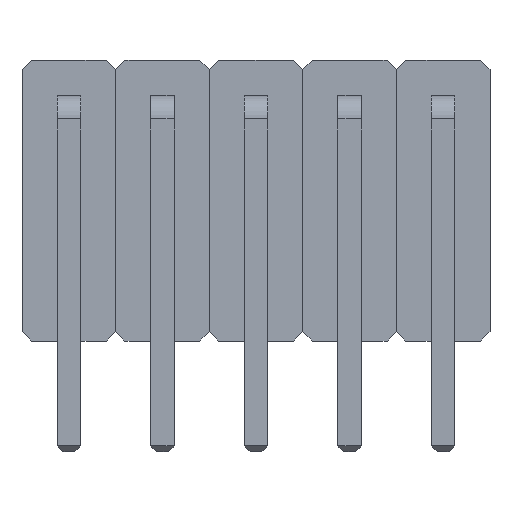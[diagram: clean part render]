
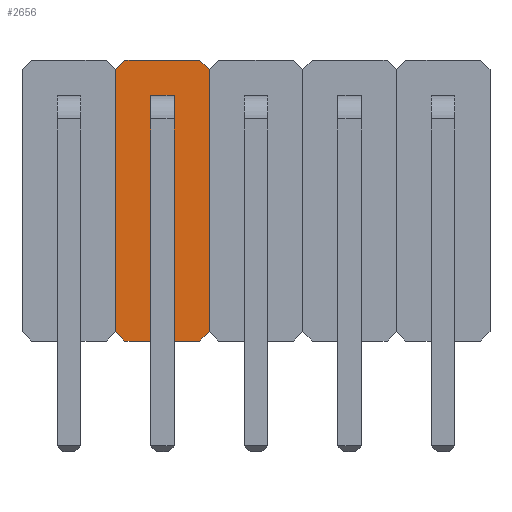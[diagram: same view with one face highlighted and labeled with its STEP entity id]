
A CAD part, left-side view. The second image highlights one B-rep face of the part: STEP entity #2656.
In plain terms, the highlighted planar face has unit normal (-1, 0, 0).
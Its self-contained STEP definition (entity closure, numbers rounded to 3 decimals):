
#2041 = VERTEX_POINT('',#2042);
#2042 = CARTESIAN_POINT('',(6.58,-3.81,0.254));
#2059 = VERTEX_POINT('',#2060);
#2060 = CARTESIAN_POINT('',(6.58,-3.81,7.366));
#2066 = EDGE_CURVE('',#2041,#2059,#2067,.T.);
#2067 = LINE('',#2068,#2069);
#2068 = CARTESIAN_POINT('',(6.58,-3.81,0.254));
#2069 = VECTOR('',#2070,1.);
#2070 = DIRECTION('',(0.,0.,1.));
#2081 = VERTEX_POINT('',#2082);
#2082 = CARTESIAN_POINT('',(6.58,-3.556,7.62));
#2097 = EDGE_CURVE('',#2081,#2059,#2098,.T.);
#2098 = LINE('',#2099,#2100);
#2099 = CARTESIAN_POINT('',(6.58,-3.556,7.62));
#2100 = VECTOR('',#2101,1.);
#2101 = DIRECTION('',(0.,-0.707,-0.707));
#2121 = VERTEX_POINT('',#2122);
#2122 = CARTESIAN_POINT('',(6.58,-1.524,7.62));
#2128 = EDGE_CURVE('',#2081,#2121,#2129,.T.);
#2129 = LINE('',#2130,#2131);
#2130 = CARTESIAN_POINT('',(6.58,-3.556,7.62));
#2131 = VECTOR('',#2132,1.);
#2132 = DIRECTION('',(0.,1.,0.));
#2152 = VERTEX_POINT('',#2153);
#2153 = CARTESIAN_POINT('',(6.58,-1.27,7.366));
#2159 = EDGE_CURVE('',#2121,#2152,#2160,.T.);
#2160 = LINE('',#2161,#2162);
#2161 = CARTESIAN_POINT('',(6.58,-1.524,7.62));
#2162 = VECTOR('',#2163,1.);
#2163 = DIRECTION('',(0.,0.707,-0.707));
#2183 = VERTEX_POINT('',#2184);
#2184 = CARTESIAN_POINT('',(6.58,-1.27,0.254));
#2190 = EDGE_CURVE('',#2152,#2183,#2191,.T.);
#2191 = LINE('',#2192,#2193);
#2192 = CARTESIAN_POINT('',(6.58,-1.27,7.366));
#2193 = VECTOR('',#2194,1.);
#2194 = DIRECTION('',(0.,0.,-1.));
#2205 = VERTEX_POINT('',#2206);
#2206 = CARTESIAN_POINT('',(6.58,-1.524,0.));
#2221 = EDGE_CURVE('',#2205,#2183,#2222,.T.);
#2222 = LINE('',#2223,#2224);
#2223 = CARTESIAN_POINT('',(6.58,-1.524,0.));
#2224 = VECTOR('',#2225,1.);
#2225 = DIRECTION('',(0.,0.707,0.707));
#2245 = VERTEX_POINT('',#2246);
#2246 = CARTESIAN_POINT('',(6.58,-3.556,0.));
#2252 = EDGE_CURVE('',#2205,#2245,#2253,.T.);
#2253 = LINE('',#2254,#2255);
#2254 = CARTESIAN_POINT('',(6.58,-1.524,0.));
#2255 = VECTOR('',#2256,1.);
#2256 = DIRECTION('',(0.,-1.,0.));
#2274 = EDGE_CURVE('',#2041,#2245,#2275,.T.);
#2275 = LINE('',#2276,#2277);
#2276 = CARTESIAN_POINT('',(6.58,-3.81,0.254));
#2277 = VECTOR('',#2278,1.);
#2278 = DIRECTION('',(0.,0.707,-0.707));
#2289 = VERTEX_POINT('',#2290);
#2290 = CARTESIAN_POINT('',(6.58,-2.86,6.03));
#2307 = VERTEX_POINT('',#2308);
#2308 = CARTESIAN_POINT('',(6.58,-2.86,6.67));
#2314 = EDGE_CURVE('',#2289,#2307,#2315,.T.);
#2315 = LINE('',#2316,#2317);
#2316 = CARTESIAN_POINT('',(6.58,-2.86,6.03));
#2317 = VECTOR('',#2318,1.);
#2318 = DIRECTION('',(0.,0.,1.));
#2329 = VERTEX_POINT('',#2330);
#2330 = CARTESIAN_POINT('',(6.58,-2.22,6.03));
#2345 = EDGE_CURVE('',#2329,#2289,#2346,.T.);
#2346 = LINE('',#2347,#2348);
#2347 = CARTESIAN_POINT('',(6.58,-2.22,6.03));
#2348 = VECTOR('',#2349,1.);
#2349 = DIRECTION('',(0.,-1.,0.));
#2360 = VERTEX_POINT('',#2361);
#2361 = CARTESIAN_POINT('',(6.58,-2.22,6.67));
#2376 = EDGE_CURVE('',#2360,#2329,#2377,.T.);
#2377 = LINE('',#2378,#2379);
#2378 = CARTESIAN_POINT('',(6.58,-2.22,6.67));
#2379 = VECTOR('',#2380,1.);
#2380 = DIRECTION('',(0.,0.,-1.));
#2398 = EDGE_CURVE('',#2307,#2360,#2399,.T.);
#2399 = LINE('',#2400,#2401);
#2400 = CARTESIAN_POINT('',(6.58,-2.86,6.67));
#2401 = VECTOR('',#2402,1.);
#2402 = DIRECTION('',(0.,1.,0.));
#2413 = VERTEX_POINT('',#2414);
#2414 = CARTESIAN_POINT('',(6.58,-2.86,3.49));
#2431 = VERTEX_POINT('',#2432);
#2432 = CARTESIAN_POINT('',(6.58,-2.86,4.13));
#2438 = EDGE_CURVE('',#2413,#2431,#2439,.T.);
#2439 = LINE('',#2440,#2441);
#2440 = CARTESIAN_POINT('',(6.58,-2.86,3.49));
#2441 = VECTOR('',#2442,1.);
#2442 = DIRECTION('',(0.,0.,1.));
#2453 = VERTEX_POINT('',#2454);
#2454 = CARTESIAN_POINT('',(6.58,-2.22,3.49));
#2469 = EDGE_CURVE('',#2453,#2413,#2470,.T.);
#2470 = LINE('',#2471,#2472);
#2471 = CARTESIAN_POINT('',(6.58,-2.22,3.49));
#2472 = VECTOR('',#2473,1.);
#2473 = DIRECTION('',(0.,-1.,0.));
#2484 = VERTEX_POINT('',#2485);
#2485 = CARTESIAN_POINT('',(6.58,-2.22,4.13));
#2500 = EDGE_CURVE('',#2484,#2453,#2501,.T.);
#2501 = LINE('',#2502,#2503);
#2502 = CARTESIAN_POINT('',(6.58,-2.22,4.13));
#2503 = VECTOR('',#2504,1.);
#2504 = DIRECTION('',(0.,0.,-1.));
#2522 = EDGE_CURVE('',#2431,#2484,#2523,.T.);
#2523 = LINE('',#2524,#2525);
#2524 = CARTESIAN_POINT('',(6.58,-2.86,4.13));
#2525 = VECTOR('',#2526,1.);
#2526 = DIRECTION('',(0.,1.,0.));
#2537 = VERTEX_POINT('',#2538);
#2538 = CARTESIAN_POINT('',(6.58,-2.86,0.95));
#2555 = VERTEX_POINT('',#2556);
#2556 = CARTESIAN_POINT('',(6.58,-2.86,1.59));
#2562 = EDGE_CURVE('',#2537,#2555,#2563,.T.);
#2563 = LINE('',#2564,#2565);
#2564 = CARTESIAN_POINT('',(6.58,-2.86,0.95));
#2565 = VECTOR('',#2566,1.);
#2566 = DIRECTION('',(0.,0.,1.));
#2577 = VERTEX_POINT('',#2578);
#2578 = CARTESIAN_POINT('',(6.58,-2.22,0.95));
#2593 = EDGE_CURVE('',#2577,#2537,#2594,.T.);
#2594 = LINE('',#2595,#2596);
#2595 = CARTESIAN_POINT('',(6.58,-2.22,0.95));
#2596 = VECTOR('',#2597,1.);
#2597 = DIRECTION('',(0.,-1.,0.));
#2608 = VERTEX_POINT('',#2609);
#2609 = CARTESIAN_POINT('',(6.58,-2.22,1.59));
#2624 = EDGE_CURVE('',#2608,#2577,#2625,.T.);
#2625 = LINE('',#2626,#2627);
#2626 = CARTESIAN_POINT('',(6.58,-2.22,1.59));
#2627 = VECTOR('',#2628,1.);
#2628 = DIRECTION('',(0.,0.,-1.));
#2646 = EDGE_CURVE('',#2555,#2608,#2647,.T.);
#2647 = LINE('',#2648,#2649);
#2648 = CARTESIAN_POINT('',(6.58,-2.86,1.59));
#2649 = VECTOR('',#2650,1.);
#2650 = DIRECTION('',(0.,1.,0.));
#2656 = ADVANCED_FACE('',(#2657,#2667,#2673,#2679),#2685,.T.);
#2657 = FACE_BOUND('',#2658,.T.);
#2658 = EDGE_LOOP('',(#2659,#2660,#2661,#2662,#2663,#2664,#2665,#2666));
#2659 = ORIENTED_EDGE('',*,*,#2066,.T.);
#2660 = ORIENTED_EDGE('',*,*,#2097,.F.);
#2661 = ORIENTED_EDGE('',*,*,#2128,.T.);
#2662 = ORIENTED_EDGE('',*,*,#2159,.T.);
#2663 = ORIENTED_EDGE('',*,*,#2190,.T.);
#2664 = ORIENTED_EDGE('',*,*,#2221,.F.);
#2665 = ORIENTED_EDGE('',*,*,#2252,.T.);
#2666 = ORIENTED_EDGE('',*,*,#2274,.F.);
#2667 = FACE_BOUND('',#2668,.T.);
#2668 = EDGE_LOOP('',(#2669,#2670,#2671,#2672));
#2669 = ORIENTED_EDGE('',*,*,#2314,.F.);
#2670 = ORIENTED_EDGE('',*,*,#2345,.F.);
#2671 = ORIENTED_EDGE('',*,*,#2376,.F.);
#2672 = ORIENTED_EDGE('',*,*,#2398,.F.);
#2673 = FACE_BOUND('',#2674,.T.);
#2674 = EDGE_LOOP('',(#2675,#2676,#2677,#2678));
#2675 = ORIENTED_EDGE('',*,*,#2438,.F.);
#2676 = ORIENTED_EDGE('',*,*,#2469,.F.);
#2677 = ORIENTED_EDGE('',*,*,#2500,.F.);
#2678 = ORIENTED_EDGE('',*,*,#2522,.F.);
#2679 = FACE_BOUND('',#2680,.T.);
#2680 = EDGE_LOOP('',(#2681,#2682,#2683,#2684));
#2681 = ORIENTED_EDGE('',*,*,#2562,.F.);
#2682 = ORIENTED_EDGE('',*,*,#2593,.F.);
#2683 = ORIENTED_EDGE('',*,*,#2624,.F.);
#2684 = ORIENTED_EDGE('',*,*,#2646,.F.);
#2685 = PLANE('',#2686);
#2686 = AXIS2_PLACEMENT_3D('',#2687,#2688,#2689);
#2687 = CARTESIAN_POINT('',(6.58,-2.54,3.81));
#2688 = DIRECTION('',(-1.,0.,0.));
#2689 = DIRECTION('',(0.,0.,-1.));
